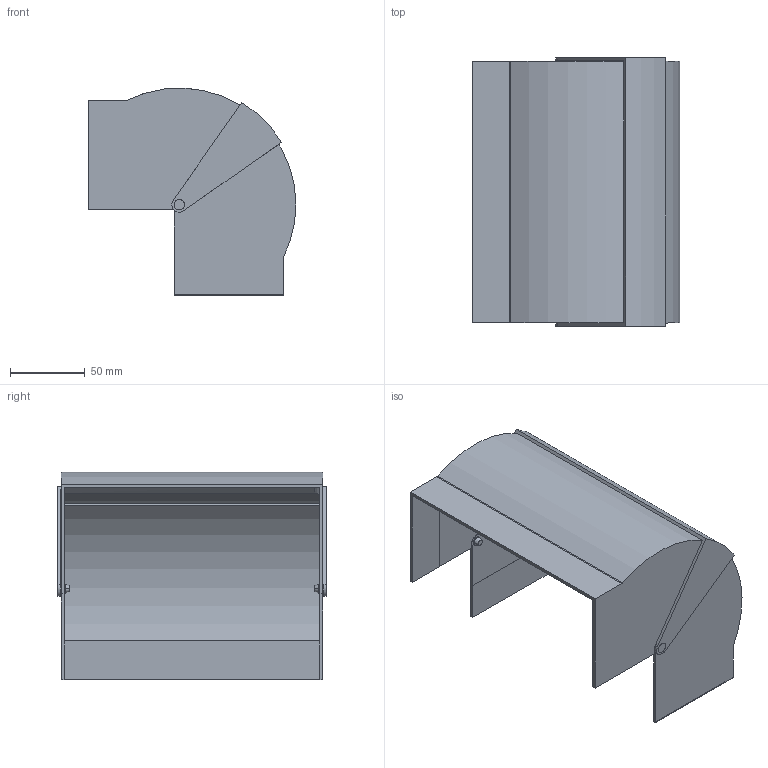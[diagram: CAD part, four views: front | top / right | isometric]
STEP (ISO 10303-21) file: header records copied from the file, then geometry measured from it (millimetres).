
FILE_DESCRIPTION (( 'STEP AP214' ), '1' );
FILE_NAME ('6274610.stp', '2016-05-06T13:49:03', ( '' ), ( '' ), 'SwSTEP 2.0', 'SolidWorks 2014', '' );
FILE_SCHEMA (( 'AUTOMOTIVE_DESIGN' ));
Length unit declared in the file: millimetre
Products named in the file (4): 6274610; 034959_Standard; 004199_Standard; 004239_Standard
Assembly tree (4 placements, depth 2):
  6274610
    004199_Standard
    004239_Standard
    034959_Standard  x2
Bounding box: 138.99 x 179.4 x 138.94 mm (x, y, z)
Volume: 153570.1 mm3; surface area: 157878.3 mm2
Topology: 4 solids, 4 shells, 91 faces, 222 edges, 143 vertices
Faces by surface type: plane 47, cylinder 34, cone 8, torus 2
Entity records: 2745 total; most frequent: CARTESIAN_POINT 451, DIRECTION 425, ORIENTED_EDGE 392, EDGE_CURVE 196, AXIS2_PLACEMENT_3D 149, VERTEX_POINT 127, LINE 127, VECTOR 127
